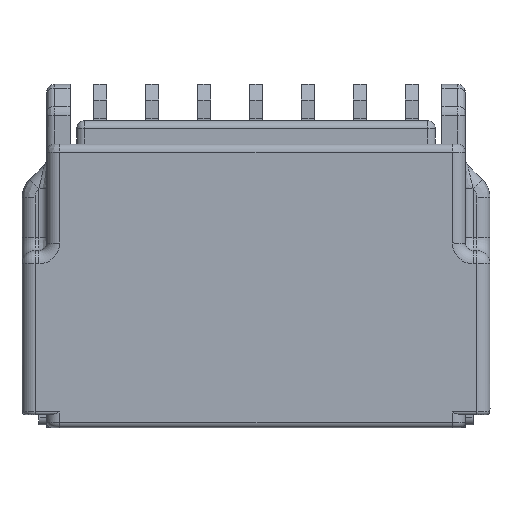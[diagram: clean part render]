
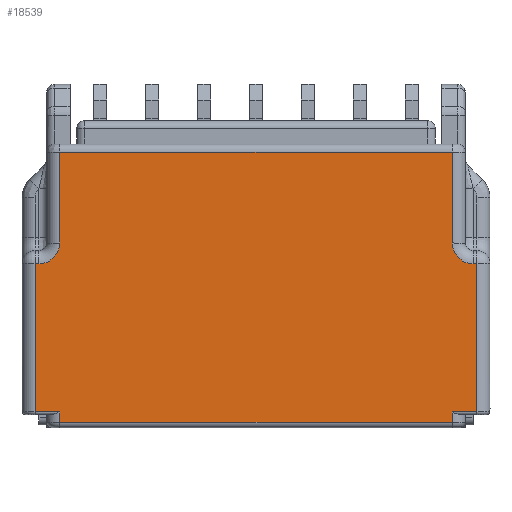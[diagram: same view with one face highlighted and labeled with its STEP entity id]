
A CAD part, front view. The second image highlights one B-rep face of the part: STEP entity #18539.
In plain terms, the highlighted planar face has unit normal (0, -1, 0).
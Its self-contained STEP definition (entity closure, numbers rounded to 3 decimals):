
#65=DIRECTION('',(1.,0.,0.));
#66=VECTOR('',#65,15.1);
#67=CARTESIAN_POINT('',(-7.55,-3.55,0.5));
#68=LINE('',#67,#66);
#101=CARTESIAN_POINT('',(-7.55,-3.55,0.9));
#103=DIRECTION('',(0.,0.,-1.));
#104=VECTOR('',#103,0.4);
#105=CARTESIAN_POINT('',(-7.55,-3.55,0.9));
#106=LINE('',#105,#104);
#3313=DIRECTION('',(0.,0.,-1.));
#3314=VECTOR('',#3313,3.5);
#3315=CARTESIAN_POINT('',(-7.55,-3.55,10.9));
#3316=LINE('',#3315,#3314);
#3344=DIRECTION('',(-1.,0.,0.));
#3345=VECTOR('',#3344,15.1);
#3346=CARTESIAN_POINT('',(7.55,-3.55,10.9));
#3347=LINE('',#3346,#3345);
#3623=DIRECTION('',(0.,0.,1.));
#3624=VECTOR('',#3623,5.7);
#3625=CARTESIAN_POINT('',(8.5,-3.55,0.9));
#3626=LINE('',#3625,#3624);
#4569=DIRECTION('',(0.,0.,1.));
#4570=VECTOR('',#4569,0.4);
#4571=CARTESIAN_POINT('',(7.55,-3.55,0.5));
#4572=LINE('',#4571,#4570);
#4589=CARTESIAN_POINT('',(-8.35,-3.55,7.4));
#4590=DIRECTION('',(0.,-1.,0.));
#4591=DIRECTION('',(0.,0.,-1.));
#4592=AXIS2_PLACEMENT_3D('',#4589,#4590,#4591);
#4594=CARTESIAN_POINT('',(8.35,-3.55,7.4));
#4595=DIRECTION('',(0.,-1.,0.));
#4596=DIRECTION('',(-1.,0.,0.));
#4597=AXIS2_PLACEMENT_3D('',#4594,#4595,#4596);
#4599=DIRECTION('',(-1.,0.,0.));
#4600=VECTOR('',#4599,0.15);
#4601=CARTESIAN_POINT('',(-8.35,-3.55,6.6));
#4602=LINE('',#4601,#4600);
#5629=DIRECTION('',(1.,0.,0.));
#5630=VECTOR('',#5629,0.95);
#5631=CARTESIAN_POINT('',(-8.5,-3.55,0.9));
#5632=LINE('',#5631,#5630);
#5660=DIRECTION('',(0.,0.,-1.));
#5661=VECTOR('',#5660,5.7);
#5662=CARTESIAN_POINT('',(-8.5,-3.55,6.6));
#5663=LINE('',#5662,#5661);
#5765=DIRECTION('',(0.,0.,1.));
#5766=VECTOR('',#5765,3.5);
#5767=CARTESIAN_POINT('',(7.55,-3.55,7.4));
#5768=LINE('',#5767,#5766);
#5788=DIRECTION('',(-1.,0.,0.));
#5789=VECTOR('',#5788,0.15);
#5790=CARTESIAN_POINT('',(8.5,-3.55,6.6));
#5791=LINE('',#5790,#5789);
#5879=DIRECTION('',(1.,0.,0.));
#5880=VECTOR('',#5879,0.95);
#5881=CARTESIAN_POINT('',(7.55,-3.55,0.9));
#5882=LINE('',#5881,#5880);
#9651=CARTESIAN_POINT('',(-7.55,-3.55,0.5));
#9652=VERTEX_POINT('',#9651);
#9653=CARTESIAN_POINT('',(7.55,-3.55,0.5));
#9654=VERTEX_POINT('',#9653);
#9662=VERTEX_POINT('',#101);
#9831=CARTESIAN_POINT('',(-7.55,-3.55,7.4));
#9832=VERTEX_POINT('',#9831);
#9833=CARTESIAN_POINT('',(-8.35,-3.55,6.6));
#9834=VERTEX_POINT('',#9833);
#9837=CARTESIAN_POINT('',(-7.55,-3.55,10.9));
#9838=VERTEX_POINT('',#9837);
#11023=CARTESIAN_POINT('',(7.55,-3.55,10.9));
#11024=VERTEX_POINT('',#11023);
#11103=CARTESIAN_POINT('',(8.5,-3.55,6.6));
#11104=VERTEX_POINT('',#11103);
#11108=CARTESIAN_POINT('',(8.5,-3.55,0.9));
#11109=VERTEX_POINT('',#11108);
#11679=CARTESIAN_POINT('',(7.55,-3.55,0.9));
#11680=VERTEX_POINT('',#11679);
#11684=CARTESIAN_POINT('',(-8.5,-3.55,6.6));
#11685=VERTEX_POINT('',#11684);
#11686=CARTESIAN_POINT('',(7.55,-3.55,7.4));
#11687=VERTEX_POINT('',#11686);
#11688=CARTESIAN_POINT('',(8.35,-3.55,6.6));
#11689=VERTEX_POINT('',#11688);
#11690=CARTESIAN_POINT('',(-8.5,-3.55,0.9));
#11691=VERTEX_POINT('',#11690);
#18511=CARTESIAN_POINT('',(-8.05,-3.55,0.3));
#18512=DIRECTION('',(0.,1.,0.));
#18513=DIRECTION('',(1.,0.,0.));
#18514=AXIS2_PLACEMENT_3D('',#18511,#18512,#18513);
#18515=PLANE('',#18514);
#18517=ORIENTED_EDGE('',*,*,#18516,.F.);
#18518=ORIENTED_EDGE('',*,*,#16689,.T.);
#18519=ORIENTED_EDGE('',*,*,#16704,.F.);
#18520=ORIENTED_EDGE('',*,*,#16756,.F.);
#18522=ORIENTED_EDGE('',*,*,#18521,.F.);
#18524=ORIENTED_EDGE('',*,*,#18523,.T.);
#18526=ORIENTED_EDGE('',*,*,#18525,.F.);
#18527=ORIENTED_EDGE('',*,*,#17117,.F.);
#18529=ORIENTED_EDGE('',*,*,#18528,.F.);
#18530=ORIENTED_EDGE('',*,*,#18499,.F.);
#18531=ORIENTED_EDGE('',*,*,#12182,.F.);
#18532=ORIENTED_EDGE('',*,*,#12217,.F.);
#18534=ORIENTED_EDGE('',*,*,#18533,.F.);
#18536=ORIENTED_EDGE('',*,*,#18535,.F.);
#18537=EDGE_LOOP('',(#18517,#18518,#18519,#18520,#18522,#18524,#18526,#18527,
#18529,#18530,#18531,#18532,#18534,#18536));
#18538=FACE_OUTER_BOUND('',#18537,.F.);
#18539=ADVANCED_FACE('',(#18538),#18515,.F.);
#4593=CIRCLE('',#4592,0.8);
#4598=CIRCLE('',#4597,0.8);
#12182=EDGE_CURVE('',#9652,#9654,#68,.T.);
#12217=EDGE_CURVE('',#9662,#9652,#106,.T.);
#16689=EDGE_CURVE('',#9834,#9832,#4593,.T.);
#16704=EDGE_CURVE('',#9838,#9832,#3316,.T.);
#16756=EDGE_CURVE('',#11024,#9838,#3347,.T.);
#17117=EDGE_CURVE('',#11109,#11104,#3626,.T.);
#18499=EDGE_CURVE('',#9654,#11680,#4572,.T.);
#18516=EDGE_CURVE('',#9834,#11685,#4602,.T.);
#18521=EDGE_CURVE('',#11687,#11024,#5768,.T.);
#18523=EDGE_CURVE('',#11687,#11689,#4598,.T.);
#18525=EDGE_CURVE('',#11104,#11689,#5791,.T.);
#18528=EDGE_CURVE('',#11680,#11109,#5882,.T.);
#18533=EDGE_CURVE('',#11691,#9662,#5632,.T.);
#18535=EDGE_CURVE('',#11685,#11691,#5663,.T.);
